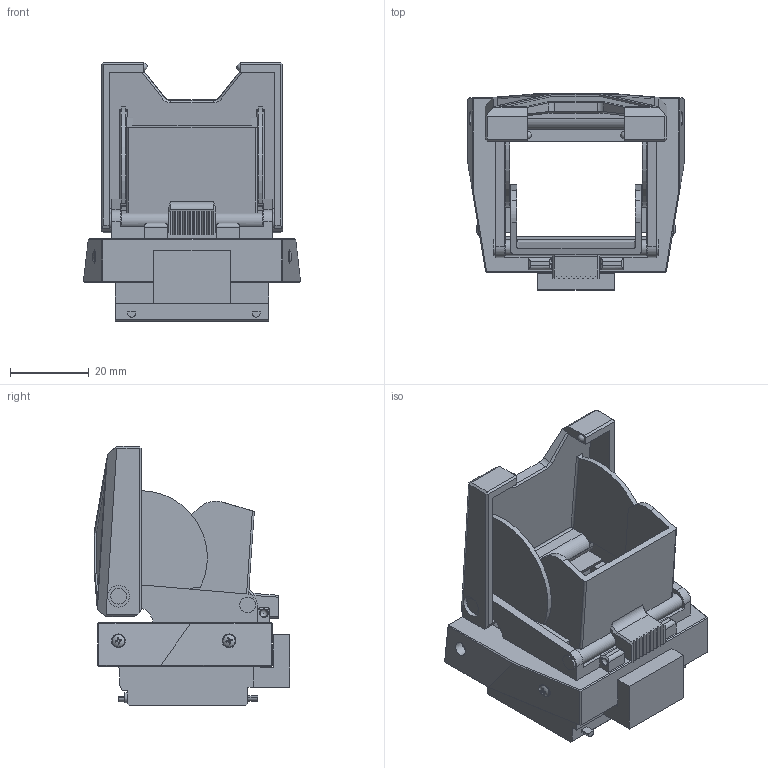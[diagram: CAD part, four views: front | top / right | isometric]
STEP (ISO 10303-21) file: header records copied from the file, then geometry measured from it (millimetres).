
FILE_DESCRIPTION(/* description */ ('Unknown'),/* implementation_level */ '2;1');
FILE_NAME(/* name */ 'nikonF_waistLevelFinder_assembly',/* time_stamp */ '2024-03-18T21:46:18-04:00',/* author */ ('Unknown'),/* organization */ ('Unknown'),/* preprocessor_version */ 'ST-DEVELOPER v18.1',/* originating_system */ 'Solid Edge',/* authorisation */ 'Unknown');
FILE_SCHEMA (('AUTOMOTIVE_DESIGN {1 0 10303 214 3 1 1}'));
Length unit declared in the file: millimetre
Products named in the file (8): nikonF_waistLevelFinder; nikonF_waistLevelFinder_Bottom; nikonF_waistLevelFinder_Top; M1.6_panHead_5mm; nikonF_waistLevelFinder_Top_upperBaffle; nikonF_waistLevelFinder_Top_lowerBaffle; nikonF_waistLevelFinder_Top_upperBaffle_hingePin_capped; nikonF_waistLevelFinder_Top_lowerBaffle_hingePin_capped
Assembly tree (10 placements, depth 2):
  nikonF_waistLevelFinder
    nikonF_waistLevelFinder_Bottom
    nikonF_waistLevelFinder_Top
    M1.6_panHead_5mm  x4
    nikonF_waistLevelFinder_Top_upperBaffle
    nikonF_waistLevelFinder_Top_lowerBaffle
    nikonF_waistLevelFinder_Top_upperBaffle_hingePin_capped
    nikonF_waistLevelFinder_Top_lowerBaffle_hingePin_capped
Bounding box: 55.04 x 49.68 x 65.75 mm (x, y, z)
Volume: 28042.1 mm3; surface area: 29289.3 mm2
Topology: 14 solids, 14 shells, 521 faces, 1369 edges, 899 vertices
Faces by surface type: plane 370, cylinder 98, bspline 15, cone 14, sphere 12, torus 12
Full cylindrical faces by diameter (mm): 1.4 x4, 1.75 x2, 1.8 x4, 2 x8, 2.5 x1, 3.203 x4, 3.5 x4, 4 x5, 5.5 x2
Entity records: 17147 total; most frequent: CARTESIAN_POINT 5820, ORIENTED_EDGE 2086, DIRECTION 2038, EDGE_CURVE 1043, LINE 796, VECTOR 796, VERTEX_POINT 707, AXIS2_PLACEMENT_3D 621
